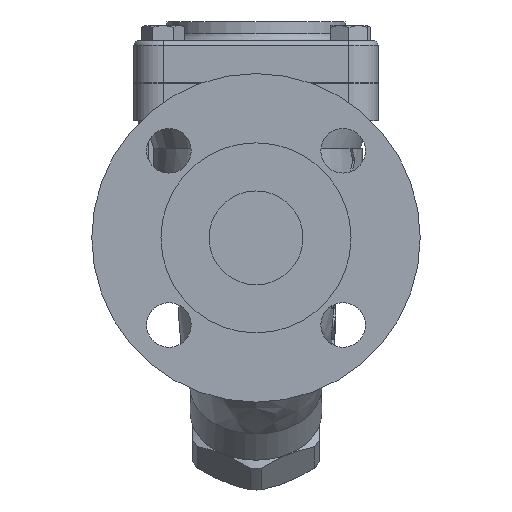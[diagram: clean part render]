
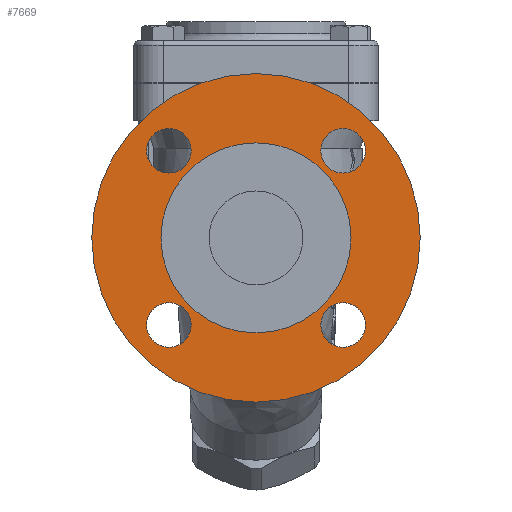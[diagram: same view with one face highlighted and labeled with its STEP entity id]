
A CAD part, left-side view. The second image highlights one B-rep face of the part: STEP entity #7669.
In plain terms, the highlighted free-form (B-spline) face has degree [1, 1] with [2, 2] control points.
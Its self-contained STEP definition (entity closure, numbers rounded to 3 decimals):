
#7571=CARTESIAN_POINT('',(-130.,0.0,-25.5));
#7572=VERTEX_POINT('',#7571);
#7573=CARTESIAN_POINT('',(-130.,0.0,-66.));
#7574=DIRECTION('',(-1.0,0.0,0.0));
#7575=DIRECTION('',(0.0,0.0,1.0));
#7576=AXIS2_PLACEMENT_3D('',#7573,#7574,#7575);
#7577=CIRCLE('',#7576,40.5);
#7578=EDGE_CURVE('',#7572,#7572,#7577,.T.);
#7606=CARTESIAN_POINT('',(-130.,70.0,4.));
#7607=CARTESIAN_POINT('',(-130.,70.0,-136.));
#7608=CARTESIAN_POINT('',(-130.,-70.0,4.));
#7609=CARTESIAN_POINT('',(-130.,-70.0,-136.));
#7610=B_SPLINE_SURFACE_WITH_KNOTS('',1,1,((#7606,#7608),(#7607,#7609)),.UNSPECIFIED.,.F.,.F.,.U.,(2,2),(2,2),(0.0,140.0),(0.0,140.0),.UNSPECIFIED.);
#7611=CARTESIAN_POINT('',(-130.,0.0,4.));
#7612=VERTEX_POINT('',#7611);
#7613=CARTESIAN_POINT('',(-130.,0.0,-66.));
#7614=DIRECTION('',(-1.0,0.0,0.0));
#7615=DIRECTION('',(0.0,0.0,1.0));
#7616=AXIS2_PLACEMENT_3D('',#7613,#7614,#7615);
#7617=CIRCLE('',#7616,70.0);
#7618=EDGE_CURVE('',#7612,#7612,#7617,.T.);
#7619=ORIENTED_EDGE('',*,*,#7618,.T.);
#7620=EDGE_LOOP('',(#7619));
#7621=FACE_OUTER_BOUND('',#7620,.T.);
#7622=CARTESIAN_POINT('',(-130.,-27.623,-103.123));
#7623=VERTEX_POINT('',#7622);
#7624=CARTESIAN_POINT('',(-130.,-37.123,-103.123));
#7625=DIRECTION('',(1.0,0.0,0.0));
#7626=DIRECTION('',(0.0,1.0,0.0));
#7627=AXIS2_PLACEMENT_3D('',#7624,#7625,#7626);
#7628=CIRCLE('',#7627,9.5);
#7629=EDGE_CURVE('',#7623,#7623,#7628,.T.);
#7630=ORIENTED_EDGE('',*,*,#7629,.T.);
#7631=EDGE_LOOP('',(#7630));
#7632=FACE_BOUND('',#7631,.T.);
#7633=CARTESIAN_POINT('',(-130.,-37.123,-38.377));
#7634=VERTEX_POINT('',#7633);
#7635=CARTESIAN_POINT('',(-130.,-37.123,-28.877));
#7636=DIRECTION('',(1.0,0.0,0.0));
#7637=DIRECTION('',(0.0,0.0,-1.0));
#7638=AXIS2_PLACEMENT_3D('',#7635,#7636,#7637);
#7639=CIRCLE('',#7638,9.5);
#7640=EDGE_CURVE('',#7634,#7634,#7639,.T.);
#7641=ORIENTED_EDGE('',*,*,#7640,.T.);
#7642=EDGE_LOOP('',(#7641));
#7643=FACE_BOUND('',#7642,.T.);
#7644=CARTESIAN_POINT('',(-130.,27.623,-28.877));
#7645=VERTEX_POINT('',#7644);
#7646=CARTESIAN_POINT('',(-130.,37.123,-28.877));
#7647=DIRECTION('',(1.0,0.0,0.0));
#7648=DIRECTION('',(0.0,-1.0,0.0));
#7649=AXIS2_PLACEMENT_3D('',#7646,#7647,#7648);
#7650=CIRCLE('',#7649,9.5);
#7651=EDGE_CURVE('',#7645,#7645,#7650,.T.);
#7652=ORIENTED_EDGE('',*,*,#7651,.T.);
#7653=EDGE_LOOP('',(#7652));
#7654=FACE_BOUND('',#7653,.T.);
#7655=CARTESIAN_POINT('',(-130.,37.123,-93.623));
#7656=VERTEX_POINT('',#7655);
#7657=CARTESIAN_POINT('',(-130.,37.123,-103.123));
#7658=DIRECTION('',(1.0,0.0,0.0));
#7659=DIRECTION('',(0.0,0.0,1.0));
#7660=AXIS2_PLACEMENT_3D('',#7657,#7658,#7659);
#7661=CIRCLE('',#7660,9.5);
#7662=EDGE_CURVE('',#7656,#7656,#7661,.T.);
#7663=ORIENTED_EDGE('',*,*,#7662,.T.);
#7664=EDGE_LOOP('',(#7663));
#7665=FACE_BOUND('',#7664,.T.);
#7666=ORIENTED_EDGE('',*,*,#7578,.F.);
#7667=EDGE_LOOP('',(#7666));
#7668=FACE_BOUND('',#7667,.T.);
#7669=ADVANCED_FACE('',(#7621,#7632,#7643,#7654,#7665,#7668),#7610,.T.);
